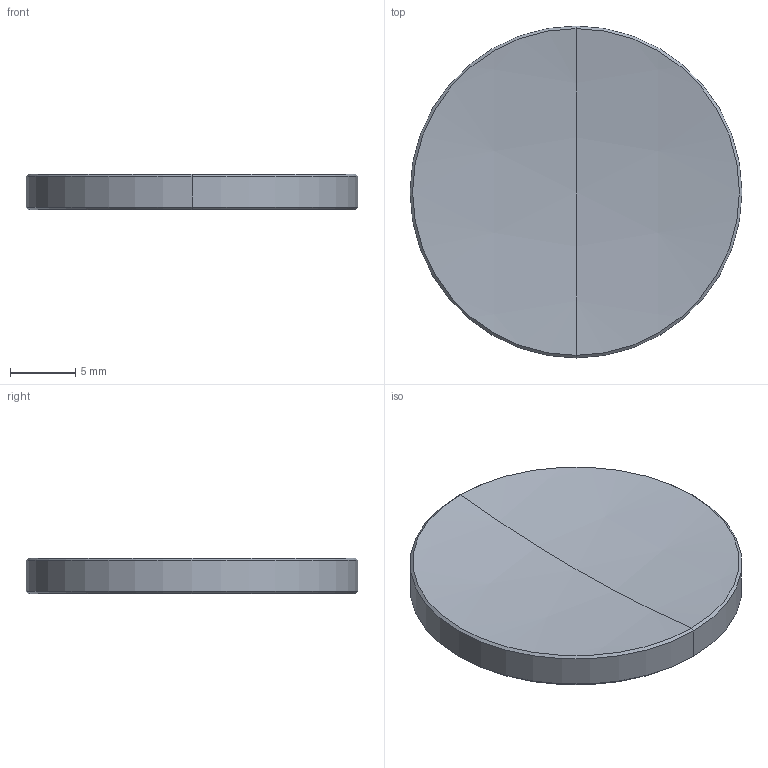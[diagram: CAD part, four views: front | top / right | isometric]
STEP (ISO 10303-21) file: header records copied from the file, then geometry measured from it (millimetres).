
FILE_DESCRIPTION (( 'STEP AP203' ), '1' );
FILE_NAME ('TTN099145-E0W.STEP', '2019-12-09T20:56:14', ( '' ), ( '' ), 'SwSTEP 2.0', 'SolidWorks 2018', '' );
FILE_SCHEMA (( 'CONFIG_CONTROL_DESIGN' ));
Length unit declared in the file: millimetre
Products named in the file (1): TTN099145-E0W
Bounding box: 25.4 x 25.4 x 2.75 mm (x, y, z)
Volume: 1204.9 mm3; surface area: 1216.1 mm2
Topology: 1 solids, 1 shells, 9 faces, 16 edges, 9 vertices
Faces by surface type: cone 4, sphere 2, cylinder 2, plane 1
Entity records: 297 total; most frequent: DIRECTION 46, CARTESIAN_POINT 35, ORIENTED_EDGE 32, AXIS2_PLACEMENT_3D 20, EDGE_CURVE 16, CIRCLE 10, FACE_OUTER_BOUND 9, VERTEX_POINT 9
